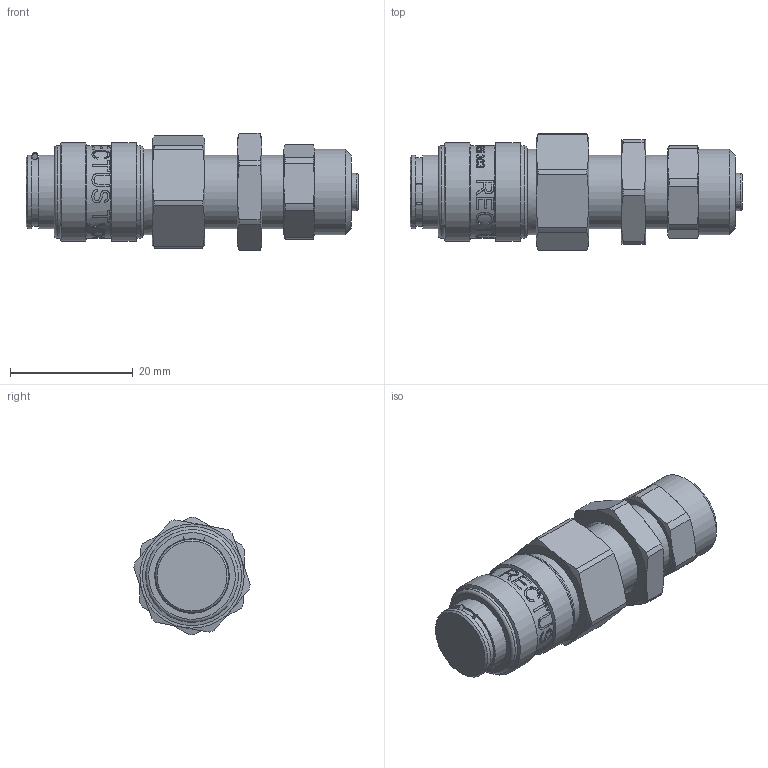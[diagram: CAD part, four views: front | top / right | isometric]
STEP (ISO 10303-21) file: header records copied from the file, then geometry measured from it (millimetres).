
FILE_DESCRIPTION((''),'2;1');
FILE_NAME('21kaks08rvx.stp','2014-06-10T11:33:58',('IA176480'),(''),'Autodesk Inventor 2013','Autodesk Inventor 2013','');
FILE_SCHEMA(('AUTOMOTIVE_DESIGN { 1 0 10303 214 1 1 1 1 }'));
Length unit declared in the file: millimetre
Products named in the file (1): D108234
Bounding box: 54.15 x 18.97 x 19.15 mm (x, y, z)
Volume: 8756 mm3; surface area: 5528.4 mm2
Topology: 2 solids, 5 shells, 473 faces, 1187 edges, 771 vertices
Faces by surface type: bspline 174, plane 149, cylinder 82, cone 58, torus 10
Full cylindrical faces by diameter (mm): 6.05 x1, 6.7 x1, 10.61 x2, 10.7 x1, 11 x1, 11.15 x1, 11.4 x1, 12 x5, 12.1 x1, 12.15 x2, 12.5 x1, 14 x4, 15.1 x3, 16.15 x2
Entity records: 57870 total; most frequent: CARTESIAN_POINT 47816, ORIENTED_EDGE 2226, DIRECTION 1392, EDGE_CURVE 1113, VERTEX_POINT 755, EDGE_LOOP 586, AXIS2_PLACEMENT_3D 510, FACE_OUTER_BOUND 473
